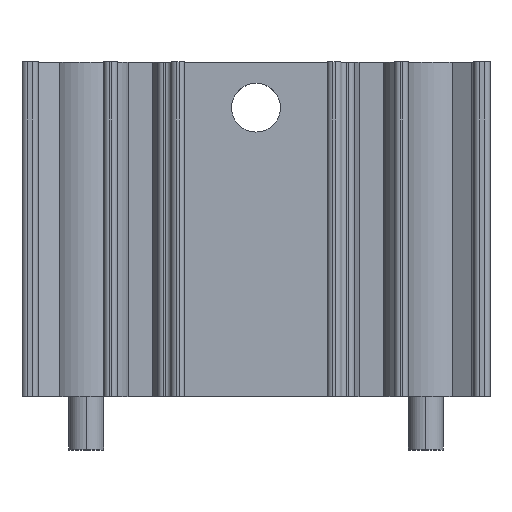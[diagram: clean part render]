
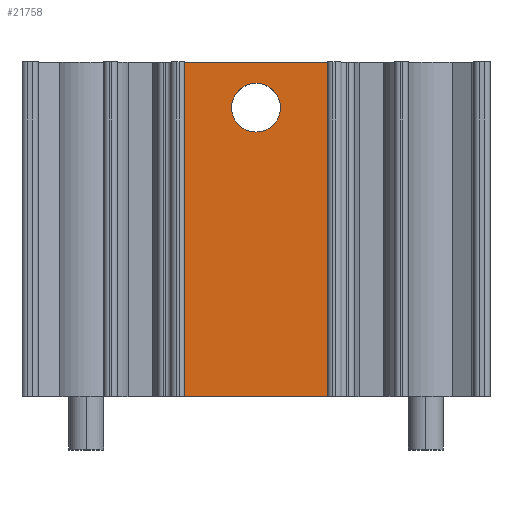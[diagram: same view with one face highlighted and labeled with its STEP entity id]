
A CAD part, top view. The second image highlights one B-rep face of the part: STEP entity #21758.
In plain terms, the highlighted planar face has unit normal (0, 0, 1).
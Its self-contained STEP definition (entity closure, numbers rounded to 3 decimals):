
#85 = FACE_BOUND ( 'NONE', #10855, .T. ) ;
#263 = LINE ( 'NONE', #2576, #1512 ) ;
#1391 = DIRECTION ( 'NONE',  ( 1., 0., 0. ) ) ;
#1395 = VECTOR ( 'NONE', #1391, 1000. ) ;
#1512 = VECTOR ( 'NONE', #15560, 1000. ) ;
#1554 = ORIENTED_EDGE ( 'NONE', *, *, #14836, .F. ) ;
#1699 = LINE ( 'NONE', #5734, #22286 ) ;
#2576 = CARTESIAN_POINT ( 'NONE',  ( 6.35, 25., 1. ) ) ;
#2685 = CARTESIAN_POINT ( 'NONE',  ( 5.95, 0., 1. ) ) ;
#2741 = EDGE_CURVE ( 'NONE', #12613, #11035, #11037, .T. ) ;
#3500 = AXIS2_PLACEMENT_3D ( 'NONE', #13294, #20649, #9141 ) ;
#4342 = DIRECTION ( 'NONE',  ( 0., 0., 1. ) ) ;
#4774 = CARTESIAN_POINT ( 'NONE',  ( 1.825, 21.6, 1. ) ) ;
#5023 = VERTEX_POINT ( 'NONE', #4774 ) ;
#5734 = CARTESIAN_POINT ( 'NONE',  ( 5.95, 25., 1. ) ) ;
#6095 = AXIS2_PLACEMENT_3D ( 'NONE', #18216, #16133, #12199 ) ;
#7437 = ORIENTED_EDGE ( 'NONE', *, *, #2741, .T. ) ;
#7520 = CARTESIAN_POINT ( 'NONE',  ( -5.95, 0., 1. ) ) ;
#8153 = CARTESIAN_POINT ( 'NONE',  ( -5.95, 25., 1. ) ) ;
#8843 = CARTESIAN_POINT ( 'NONE',  ( -5.95, 0., 1. ) ) ;
#9058 = ORIENTED_EDGE ( 'NONE', *, *, #19624, .F. ) ;
#9141 = DIRECTION ( 'NONE',  ( -1., 0., 0. ) ) ;
#10205 = CARTESIAN_POINT ( 'NONE',  ( 6.35, 0., 1. ) ) ;
#10855 = EDGE_LOOP ( 'NONE', ( #1554, #9058 ) ) ;
#11035 = VERTEX_POINT ( 'NONE', #7520 ) ;
#11037 = LINE ( 'NONE', #8843, #16961 ) ;
#11431 = VERTEX_POINT ( 'NONE', #13114 ) ;
#12199 = DIRECTION ( 'NONE',  ( 1., 0., 0. ) ) ;
#12535 = VERTEX_POINT ( 'NONE', #13176 ) ;
#12613 = VERTEX_POINT ( 'NONE', #8153 ) ;
#13114 = CARTESIAN_POINT ( 'NONE',  ( -1.825, 21.6, 1. ) ) ;
#13127 = CIRCLE ( 'NONE', #6095, 1.825 ) ;
#13176 = CARTESIAN_POINT ( 'NONE',  ( 5.95, 25., 1. ) ) ;
#13194 = DIRECTION ( 'NONE',  ( 0., 1., 0. ) ) ;
#13294 = CARTESIAN_POINT ( 'NONE',  ( 6.35, 25., 1. ) ) ;
#14013 = DIRECTION ( 'NONE',  ( 1., 0., 0. ) ) ;
#14836 = EDGE_CURVE ( 'NONE', #5023, #11431, #13127, .T. ) ;
#15443 = EDGE_LOOP ( 'NONE', ( #19159, #20472, #23555, #7437 ) ) ;
#15560 = DIRECTION ( 'NONE',  ( 1., 0., 0. ) ) ;
#16133 = DIRECTION ( 'NONE',  ( 0., 0., 1. ) ) ;
#16906 = EDGE_CURVE ( 'NONE', #11035, #18686, #17798, .T. ) ;
#16961 = VECTOR ( 'NONE', #20236, 1000. ) ;
#17798 = LINE ( 'NONE', #10205, #1395 ) ;
#17893 = AXIS2_PLACEMENT_3D ( 'NONE', #21124, #4342, #14013 ) ;
#18216 = CARTESIAN_POINT ( 'NONE',  ( 0., 21.6, 1. ) ) ;
#18454 = FACE_OUTER_BOUND ( 'NONE', #15443, .T. ) ;
#18686 = VERTEX_POINT ( 'NONE', #2685 ) ;
#19159 = ORIENTED_EDGE ( 'NONE', *, *, #16906, .T. ) ;
#19624 = EDGE_CURVE ( 'NONE', #11431, #5023, #20261, .T. ) ;
#20236 = DIRECTION ( 'NONE',  ( 0., -1., 0. ) ) ;
#20261 = CIRCLE ( 'NONE', #17893, 1.825 ) ;
#20472 = ORIENTED_EDGE ( 'NONE', *, *, #22648, .T. ) ;
#20649 = DIRECTION ( 'NONE',  ( 0., 0., -1. ) ) ;
#21124 = CARTESIAN_POINT ( 'NONE',  ( 0., 21.6, 1. ) ) ;
#21512 = EDGE_CURVE ( 'NONE', #12613, #12535, #263, .T. ) ;
#21758 = ADVANCED_FACE ( 'NONE', ( #85, #18454 ), #22608, .F. ) ;
#22286 = VECTOR ( 'NONE', #13194, 1000. ) ;
#22608 = PLANE ( 'NONE',  #3500 ) ;
#22648 = EDGE_CURVE ( 'NONE', #18686, #12535, #1699, .T. ) ;
#23555 = ORIENTED_EDGE ( 'NONE', *, *, #21512, .F. ) ;
